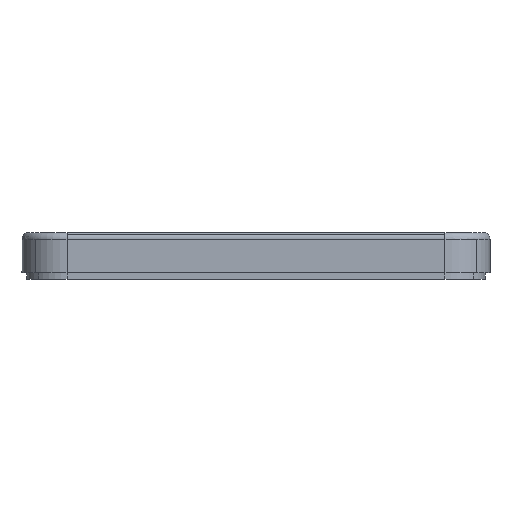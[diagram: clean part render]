
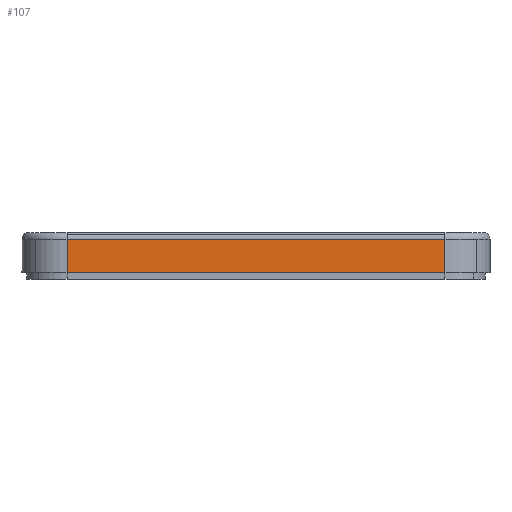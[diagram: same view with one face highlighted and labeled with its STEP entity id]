
A CAD part, front view. The second image highlights one B-rep face of the part: STEP entity #107.
In plain terms, the highlighted planar face has unit normal (0, -1, 0).
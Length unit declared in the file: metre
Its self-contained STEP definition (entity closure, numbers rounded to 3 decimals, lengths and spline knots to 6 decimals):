
#107=ADVANCED_FACE('8:6378',(#327),#328,.T.);
#327=FACE_OUTER_BOUND('',#658,.T.);
#328=PLANE('',#659);
#658=EDGE_LOOP('',(#1339,#1340,#1341,#1342));
#659=AXIS2_PLACEMENT_3D('',#1343,#1344,#1345);
#1339=ORIENTED_EDGE('',*,*,#2411,.F.);
#1340=ORIENTED_EDGE('',*,*,#2305,.F.);
#1341=ORIENTED_EDGE('',*,*,#2412,.T.);
#1342=ORIENTED_EDGE('',*,*,#2413,.F.);
#1343=CARTESIAN_POINT('',(-0.037,-0.002996,-0.01211));
#1344=DIRECTION('',(0.,-1.0,0.0));
#1345=DIRECTION('',(1.0,0.,0.0));
#2305=EDGE_CURVE('12:199',#2845,#2847,#2848,.T.);
#2411=EDGE_CURVE('260:86',#2847,#3025,#3026,.T.);
#2412=EDGE_CURVE('8:6498',#2845,#3027,#3028,.F.);
#2413=EDGE_CURVE('12:211',#3025,#3027,#3029,.T.);
#2845=VERTEX_POINT('',#3620);
#2847=VERTEX_POINT('',#3622);
#2848=LINE('',#3623,#3624);
#3025=VERTEX_POINT('',#3886);
#3026=LINE('',#3887,#3888);
#3027=VERTEX_POINT('',#3889);
#3028=LINE('',#3890,#3891);
#3029=LINE('',#3892,#3893);
#3620=CARTESIAN_POINT('',(-0.0791,-0.002996,-0.01039));
#3622=CARTESIAN_POINT('',(-0.0791,-0.002996,-0.00295));
#3623=CARTESIAN_POINT('',(-0.0791,-0.002996,-0.01211));
#3624=VECTOR('',#4517,1.0);
#3886=CARTESIAN_POINT('',(0.0049,-0.002996,-0.00295));
#3887=CARTESIAN_POINT('',(-0.03705,-0.002996,-0.00295));
#3888=VECTOR('',#4663,1.0);
#3889=CARTESIAN_POINT('',(0.0049,-0.002996,-0.01039));
#3890=CARTESIAN_POINT('',(-0.01752,-0.002996,-0.01039));
#3891=VECTOR('',#4664,1.0);
#3892=CARTESIAN_POINT('',(0.0049,-0.002996,-0.01211));
#3893=VECTOR('',#4665,1.0);
#4517=DIRECTION('',(0.0,0.0,1.0));
#4663=DIRECTION('',(1.0,0.,-0.0));
#4664=DIRECTION('',(-1.0,0.,-0.0));
#4665=DIRECTION('',(0.0,0.0,-1.0));
